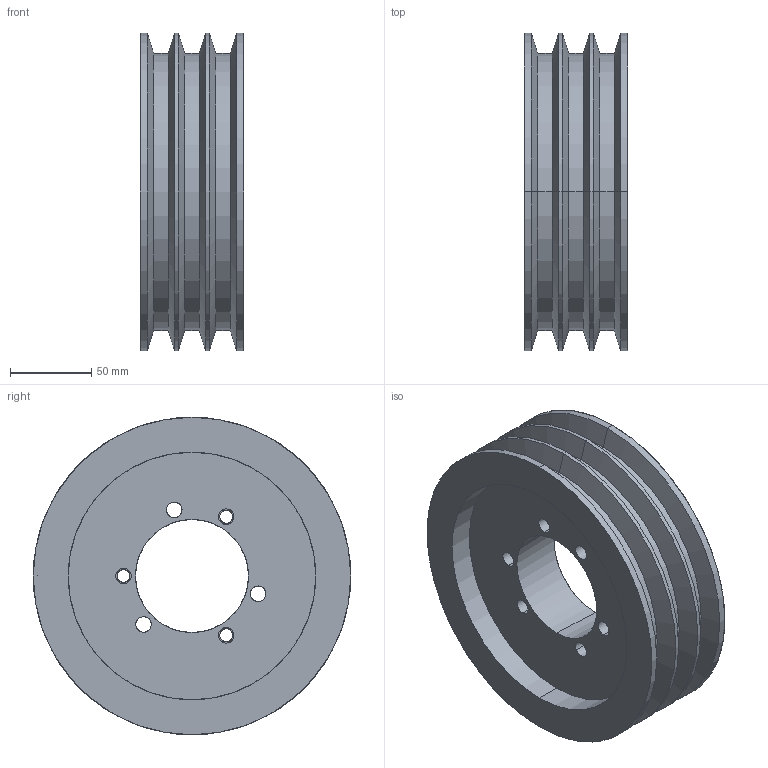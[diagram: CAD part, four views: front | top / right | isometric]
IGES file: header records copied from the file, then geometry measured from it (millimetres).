
Start section: SolidWorks IGES file using analytic representation for surfaces
Global section: file name: 3A3B74S05071440561063.igs; native system: SolidWorks 2015; preprocessor: SolidWorks 2015; author: partstream; date: 150507.144103; units: inch
Bounding box: 63.5 x 195.07 x 195.07 mm (x, y, z)
Surface area: 146344.3 mm2 (no closed solid volume)
Topology: 0 solids, 0 shells, 95 faces, 1492 edges, 1492 vertices
Faces by surface type: revolution 50, bspline 45
